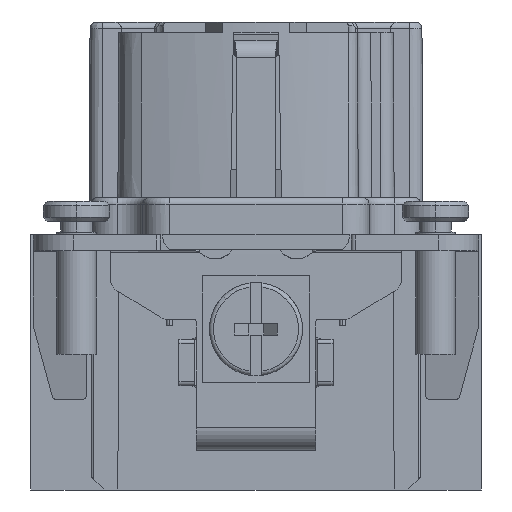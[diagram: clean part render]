
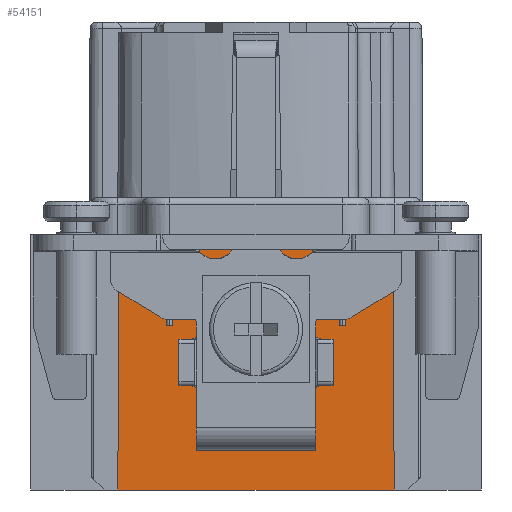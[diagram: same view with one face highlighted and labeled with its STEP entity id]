
A CAD part, front view. The second image highlights one B-rep face of the part: STEP entity #54151.
In plain terms, the highlighted planar face has unit normal (0, -1, 0).
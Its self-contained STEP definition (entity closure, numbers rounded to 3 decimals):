
#1204=DIRECTION('',(-1.,0.,0.));
#1205=VECTOR('',#1204,3.557);
#1206=CARTESIAN_POINT('',(10.3,-43.85,-3.8));
#1207=LINE('',#1206,#1205);
#1218=DIRECTION('',(-1.,0.,0.));
#1219=VECTOR('',#1218,3.757);
#1220=CARTESIAN_POINT('',(6.257,-43.85,-3.8));
#1221=LINE('',#1220,#1219);
#1244=DIRECTION('',(-1.,0.,0.));
#1245=VECTOR('',#1244,3.757);
#1246=CARTESIAN_POINT('',(-2.5,-43.85,-3.8));
#1247=LINE('',#1246,#1245);
#1258=DIRECTION('',(-1.,0.,0.));
#1259=VECTOR('',#1258,3.557);
#1260=CARTESIAN_POINT('',(-6.743,-43.85,-3.8));
#1261=LINE('',#1260,#1259);
#1827=DIRECTION('',(0.,0.,1.));
#1828=VECTOR('',#1827,1.2);
#1829=CARTESIAN_POINT('',(-4.5,-43.85,-18.9));
#1830=LINE('',#1829,#1828);
#1849=DIRECTION('',(1.,0.,0.));
#1850=VECTOR('',#1849,9.);
#1851=CARTESIAN_POINT('',(-4.5,-43.85,-17.7));
#1852=LINE('',#1851,#1850);
#1853=DIRECTION('',(0.,0.,-1.));
#1854=VECTOR('',#1853,1.2);
#1855=CARTESIAN_POINT('',(4.5,-43.85,-17.7));
#1856=LINE('',#1855,#1854);
#1875=DIRECTION('',(1.,0.,0.));
#1876=VECTOR('',#1875,9.);
#1877=CARTESIAN_POINT('',(-4.5,-43.85,-18.9));
#1878=LINE('',#1877,#1876);
#16083=DIRECTION('',(-1.,0.,0.));
#16084=VECTOR('',#16083,20.79);
#16085=CARTESIAN_POINT('',(10.395,-43.85,-21.9));
#16086=LINE('',#16085,#16084);
#20707=DIRECTION('',(-1.,0.,0.));
#20708=VECTOR('',#20707,5.);
#20709=CARTESIAN_POINT('',(2.5,-43.85,-2.9));
#20710=LINE('',#20709,#20708);
#24454=DIRECTION('',(0.005,0.,-1.));
#24455=VECTOR('',#24454,18.1);
#24456=CARTESIAN_POINT('',(10.3,-43.85,-3.8));
#24457=LINE('',#24456,#24455);
#24462=DIRECTION('',(-0.005,0.,-1.));
#24463=VECTOR('',#24462,18.1);
#24464=CARTESIAN_POINT('',(-10.3,-43.85,-3.8));
#24465=LINE('',#24464,#24463);
#25135=DIRECTION('',(0.,0.,1.));
#25136=VECTOR('',#25135,0.9);
#25137=CARTESIAN_POINT('',(2.5,-43.85,-3.8));
#25138=LINE('',#25137,#25136);
#25151=DIRECTION('',(0.,0.,1.));
#25152=VECTOR('',#25151,0.9);
#25153=CARTESIAN_POINT('',(-2.5,-43.85,-3.8));
#25154=LINE('',#25153,#25152);
#39847=CARTESIAN_POINT('',(-6.703,-43.85,-9.5));
#39848=CARTESIAN_POINT('',(-6.718,-43.85,-7.6));
#39849=CARTESIAN_POINT('',(-6.731,-43.85,-5.7));
#39850=CARTESIAN_POINT('',(-6.743,-43.85,-3.8));
#39883=CARTESIAN_POINT('',(-6.297,-43.85,-9.5));
#39884=CARTESIAN_POINT('',(-6.282,-43.85,-7.6));
#39885=CARTESIAN_POINT('',(-6.269,-43.85,-5.7));
#39886=CARTESIAN_POINT('',(-6.257,-43.85,-3.8));
#39895=DIRECTION('',(-1.,0.,0.));
#39896=VECTOR('',#39895,0.407);
#39897=CARTESIAN_POINT('',(-6.297,-43.85,-9.5));
#39898=LINE('',#39897,#39896);
#39913=CARTESIAN_POINT('',(6.297,-43.85,-9.5));
#39914=CARTESIAN_POINT('',(6.282,-43.85,-7.6));
#39915=CARTESIAN_POINT('',(6.269,-43.85,-5.7));
#39916=CARTESIAN_POINT('',(6.257,-43.85,-3.8));
#39949=CARTESIAN_POINT('',(6.703,-43.85,-9.5));
#39950=CARTESIAN_POINT('',(6.718,-43.85,-7.6));
#39951=CARTESIAN_POINT('',(6.731,-43.85,-5.7));
#39952=CARTESIAN_POINT('',(6.743,-43.85,-3.8));
#39961=DIRECTION('',(-1.,0.,0.));
#39962=VECTOR('',#39961,0.407);
#39963=CARTESIAN_POINT('',(6.703,-43.85,-9.5));
#39964=LINE('',#39963,#39962);
#39989=CARTESIAN_POINT('',(0.,-43.85,-9.8));
#39990=DIRECTION('',(0.,1.,0.));
#39991=DIRECTION('',(1.,0.,0.));
#39992=AXIS2_PLACEMENT_3D('',#39989,#39990,#39991);
#40048=CARTESIAN_POINT('',(0.,-43.85,-9.8));
#40049=DIRECTION('',(0.,1.,0.));
#40050=DIRECTION('',(-1.,0.,0.));
#40051=AXIS2_PLACEMENT_3D('',#40048,#40049,#40050);
#45430=CARTESIAN_POINT('',(-10.3,-43.85,-3.8));
#45431=CARTESIAN_POINT('',(-10.395,-43.85,-21.9));
#45432=VERTEX_POINT('',#45430);
#45433=VERTEX_POINT('',#45431);
#45434=CARTESIAN_POINT('',(10.3,-43.85,-3.8));
#45435=CARTESIAN_POINT('',(6.743,-43.85,-3.8));
#45436=VERTEX_POINT('',#45434);
#45437=VERTEX_POINT('',#45435);
#45438=CARTESIAN_POINT('',(6.257,-43.85,-3.8));
#45439=CARTESIAN_POINT('',(2.5,-43.85,-3.8));
#45440=VERTEX_POINT('',#45438);
#45441=VERTEX_POINT('',#45439);
#45442=CARTESIAN_POINT('',(-2.5,-43.85,-3.8));
#45443=CARTESIAN_POINT('',(-6.257,-43.85,-3.8));
#45444=VERTEX_POINT('',#45442);
#45445=VERTEX_POINT('',#45443);
#45446=CARTESIAN_POINT('',(-6.743,-43.85,-3.8));
#45447=VERTEX_POINT('',#45446);
#45449=CARTESIAN_POINT('',(2.5,-43.85,-2.9));
#45451=VERTEX_POINT('',#45449);
#45454=CARTESIAN_POINT('',(-2.5,-43.85,-2.9));
#45455=VERTEX_POINT('',#45454);
#45456=VERTEX_POINT('',#39913);
#45457=VERTEX_POINT('',#39949);
#45458=VERTEX_POINT('',#39883);
#45459=VERTEX_POINT('',#39847);
#45460=CARTESIAN_POINT('',(10.395,-43.85,-21.9));
#45461=VERTEX_POINT('',#45460);
#45606=CARTESIAN_POINT('',(4.5,-43.85,-17.7));
#45607=CARTESIAN_POINT('',(4.5,-43.85,-18.9));
#45608=VERTEX_POINT('',#45606);
#45609=VERTEX_POINT('',#45607);
#45610=CARTESIAN_POINT('',(-4.5,-43.85,-18.9));
#45611=CARTESIAN_POINT('',(-4.5,-43.85,-17.7));
#45612=VERTEX_POINT('',#45610);
#45613=VERTEX_POINT('',#45611);
#45638=CARTESIAN_POINT('',(2.,-43.85,-9.8));
#45639=CARTESIAN_POINT('',(-2.,-43.85,-9.8));
#45640=VERTEX_POINT('',#45638);
#45641=VERTEX_POINT('',#45639);
#54100=CARTESIAN_POINT('',(16.95,-43.85,-14.8));
#54101=DIRECTION('',(0.,1.,0.));
#54102=DIRECTION('',(-1.,0.,0.));
#54103=AXIS2_PLACEMENT_3D('',#54100,#54101,#54102);
#54104=PLANE('',#54103);
#54106=ORIENTED_EDGE('',*,*,#54105,.F.);
#54107=ORIENTED_EDGE('',*,*,#54081,.F.);
#54109=ORIENTED_EDGE('',*,*,#54108,.F.);
#54111=ORIENTED_EDGE('',*,*,#54110,.F.);
#54113=ORIENTED_EDGE('',*,*,#54112,.T.);
#54114=ORIENTED_EDGE('',*,*,#54071,.F.);
#54116=ORIENTED_EDGE('',*,*,#54115,.T.);
#54118=ORIENTED_EDGE('',*,*,#54117,.F.);
#54120=ORIENTED_EDGE('',*,*,#54119,.F.);
#54121=ORIENTED_EDGE('',*,*,#54058,.F.);
#54123=ORIENTED_EDGE('',*,*,#54122,.F.);
#54125=ORIENTED_EDGE('',*,*,#54124,.F.);
#54127=ORIENTED_EDGE('',*,*,#54126,.T.);
#54128=ORIENTED_EDGE('',*,*,#54048,.F.);
#54130=ORIENTED_EDGE('',*,*,#54129,.T.);
#54132=ORIENTED_EDGE('',*,*,#54131,.T.);
#54133=EDGE_LOOP('',(#54106,#54107,#54109,#54111,#54113,#54114,#54116,#54118,
#54120,#54121,#54123,#54125,#54127,#54128,#54130,#54132));
#54134=FACE_OUTER_BOUND('',#54133,.F.);
#54136=ORIENTED_EDGE('',*,*,#54135,.F.);
#54138=ORIENTED_EDGE('',*,*,#54137,.F.);
#54139=EDGE_LOOP('',(#54136,#54138));
#54140=FACE_BOUND('',#54139,.F.);
#54142=ORIENTED_EDGE('',*,*,#54141,.F.);
#54144=ORIENTED_EDGE('',*,*,#54143,.F.);
#54146=ORIENTED_EDGE('',*,*,#54145,.F.);
#54148=ORIENTED_EDGE('',*,*,#54147,.T.);
#54149=EDGE_LOOP('',(#54142,#54144,#54146,#54148));
#54150=FACE_BOUND('',#54149,.F.);
#54151=ADVANCED_FACE('',(#54134,#54140,#54150),#54104,.F.);
#39851=B_SPLINE_CURVE_WITH_KNOTS('',3,(#39847,#39848,#39849,#39850),
.UNSPECIFIED.,.F.,.F.,(4,4),(0.,1.),.UNSPECIFIED.);
#39887=B_SPLINE_CURVE_WITH_KNOTS('',3,(#39883,#39884,#39885,#39886),
.UNSPECIFIED.,.F.,.F.,(4,4),(0.,1.),.UNSPECIFIED.);
#39917=B_SPLINE_CURVE_WITH_KNOTS('',3,(#39913,#39914,#39915,#39916),
.UNSPECIFIED.,.F.,.F.,(4,4),(0.,1.),.UNSPECIFIED.);
#39953=B_SPLINE_CURVE_WITH_KNOTS('',3,(#39949,#39950,#39951,#39952),
.UNSPECIFIED.,.F.,.F.,(4,4),(0.,1.),.UNSPECIFIED.);
#39993=CIRCLE('',#39992,2.);
#40052=CIRCLE('',#40051,2.);
#54048=EDGE_CURVE('',#45436,#45437,#1207,.T.);
#54058=EDGE_CURVE('',#45440,#45441,#1221,.T.);
#54071=EDGE_CURVE('',#45444,#45445,#1247,.T.);
#54081=EDGE_CURVE('',#45447,#45432,#1261,.T.);
#54105=EDGE_CURVE('',#45432,#45433,#24465,.T.);
#54108=EDGE_CURVE('',#45459,#45447,#39851,.T.);
#54110=EDGE_CURVE('',#45458,#45459,#39898,.T.);
#54112=EDGE_CURVE('',#45458,#45445,#39887,.T.);
#54115=EDGE_CURVE('',#45444,#45455,#25154,.T.);
#54117=EDGE_CURVE('',#45451,#45455,#20710,.T.);
#54119=EDGE_CURVE('',#45441,#45451,#25138,.T.);
#54122=EDGE_CURVE('',#45456,#45440,#39917,.T.);
#54124=EDGE_CURVE('',#45457,#45456,#39964,.T.);
#54126=EDGE_CURVE('',#45457,#45437,#39953,.T.);
#54129=EDGE_CURVE('',#45436,#45461,#24457,.T.);
#54131=EDGE_CURVE('',#45461,#45433,#16086,.T.);
#54135=EDGE_CURVE('',#45640,#45641,#39993,.T.);
#54137=EDGE_CURVE('',#45641,#45640,#40052,.T.);
#54141=EDGE_CURVE('',#45608,#45609,#1856,.T.);
#54143=EDGE_CURVE('',#45613,#45608,#1852,.T.);
#54145=EDGE_CURVE('',#45612,#45613,#1830,.T.);
#54147=EDGE_CURVE('',#45612,#45609,#1878,.T.);
